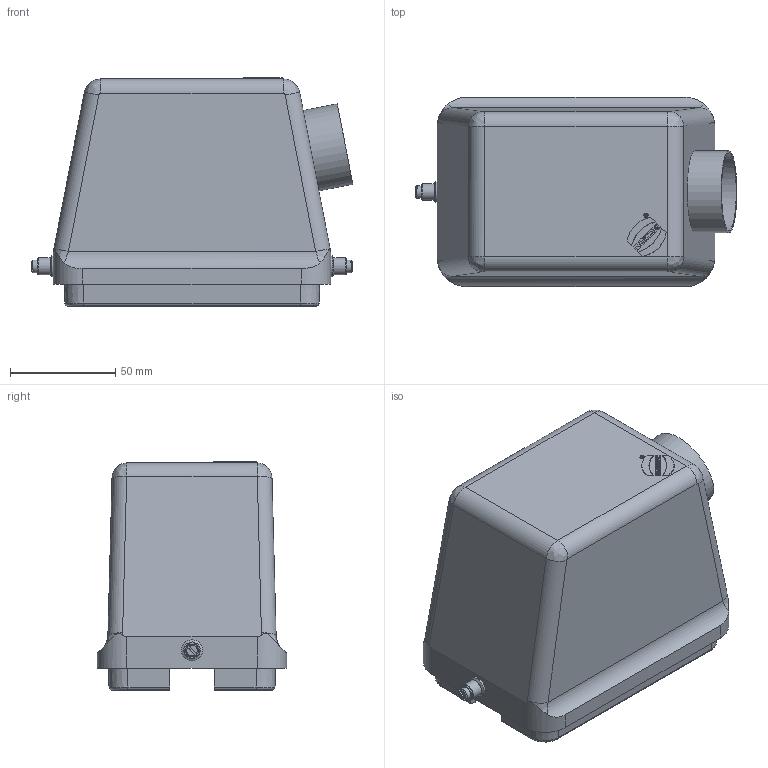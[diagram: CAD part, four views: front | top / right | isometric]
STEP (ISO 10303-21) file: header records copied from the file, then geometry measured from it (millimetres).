
FILE_DESCRIPTION(/* description */ (''),/* implementation_level */ '2;1');
FILE_NAME(/* name */ '100767463ugm000_a.stp',/* time_stamp */ '2018-03-06T13:37:06+01:00',/* author */ (''),/* organization */ (''),/* preprocessor_version */ 'ST-DEVELOPER v16',/* originating_system */ 'SIEMENS PLM Software NX 10.0',/* authorisation */ '');
FILE_SCHEMA (('AUTOMOTIVE_DESIGN { 1 0 10303 214 3 1 1 1 }'));
Length unit declared in the file: millimetre
Products named in the file (1): 100767463ugm000_a
Bounding box: 153 x 90 x 108.5 mm (x, y, z)
Volume: 269776.2 mm3; surface area: 98857 mm2
Topology: 1 solids, 3 shells, 376 faces, 1587 edges, 1854 vertices
Faces by surface type: plane 203, cylinder 111, cone 32, bspline 24, torus 6
Full cylindrical faces by diameter (mm): 3 x8, 6 x6, 6.05 x2, 7.3 x2, 8 x2, 10 x2, 32 x1, 37 x1, 39 x1
Entity records: 18236 total; most frequent: CARTESIAN_POINT 4643, DIRECTION 2003, ORIENTED_EDGE 1814, EDGE_CURVE 907, PRESENTATION_STYLE_ASSIGNMENT 767, LINE 717, VECTOR 717, AXIS2_PLACEMENT_3D 643
